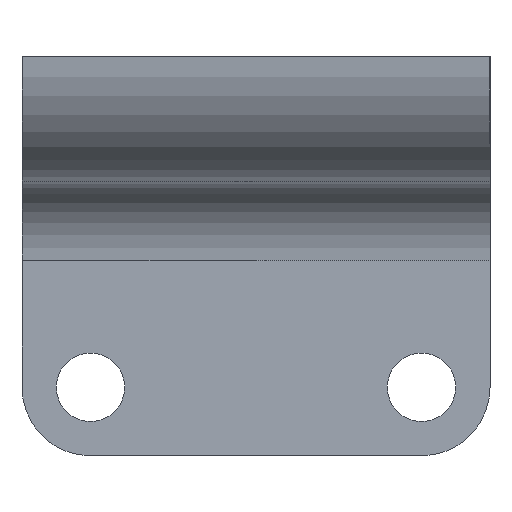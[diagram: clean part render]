
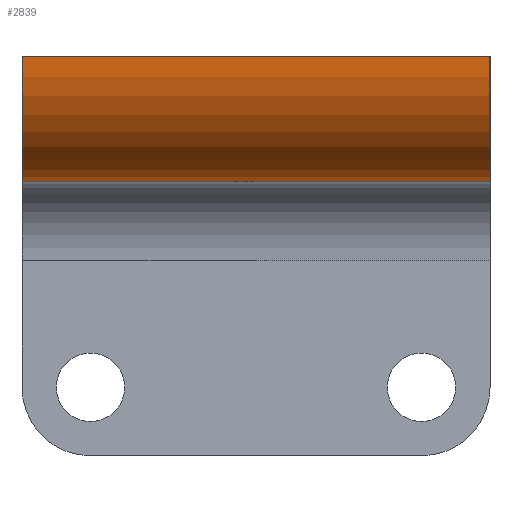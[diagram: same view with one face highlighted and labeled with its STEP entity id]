
A CAD part, left-side view. The second image highlights one B-rep face of the part: STEP entity #2839.
In plain terms, the highlighted face is a revolution surface.
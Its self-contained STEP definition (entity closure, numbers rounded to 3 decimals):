
#21 = EDGE_CURVE('',#22,#24,#26,.T.);
#22 = VERTEX_POINT('',#23);
#23 = CARTESIAN_POINT('',(-85.,-41.,52.));
#24 = VERTEX_POINT('',#25);
#25 = CARTESIAN_POINT('',(-85.,41.,52.));
#26 = SURFACE_CURVE('',#27,(#31,#43),.PCURVE_S1.);
#27 = LINE('',#28,#29);
#28 = CARTESIAN_POINT('',(-85.,-41.,52.));
#29 = VECTOR('',#30,1.);
#30 = DIRECTION('',(0.,1.,0.));
#31 = PCURVE('',#32,#37);
#32 = PLANE('',#33);
#33 = AXIS2_PLACEMENT_3D('',#34,#35,#36);
#34 = CARTESIAN_POINT('',(0.,0.,52.));
#35 = DIRECTION('',(0.,0.,1.));
#36 = DIRECTION('',(1.,0.,0.));
#37 = DEFINITIONAL_REPRESENTATION('',(#38),#42);
#38 = LINE('',#39,#40);
#39 = CARTESIAN_POINT('',(-85.,-41.));
#40 = VECTOR('',#41,1.);
#41 = DIRECTION('',(0.,1.));
#42 = ( GEOMETRIC_REPRESENTATION_CONTEXT(2) 
PARAMETRIC_REPRESENTATION_CONTEXT() REPRESENTATION_CONTEXT('2D SPACE',''
  ) );
#43 = PCURVE('',#44,#52);
#44 = SURFACE_OF_REVOLUTION('',#45,#49);
#45 = LINE('',#46,#47);
#46 = CARTESIAN_POINT('',(-65.444,-41.,30.136));
#47 = VECTOR('',#48,1.);
#48 = DIRECTION('',(0.,1.,0.));
#49 = AXIS1_PLACEMENT('',#50,#51);
#50 = CARTESIAN_POINT('',(-63.,0.,52.));
#51 = DIRECTION('',(0.,-1.,0.));
#52 = DEFINITIONAL_REPRESENTATION('',(#53),#56);
#53 = B_SPLINE_CURVE_WITH_KNOTS('',1,(#54,#55),.UNSPECIFIED.,.F.,.F.,(2,
    2),(0.,82.),.PIECEWISE_BEZIER_KNOTS.);
#54 = CARTESIAN_POINT('',(4.824,0.));
#55 = CARTESIAN_POINT('',(4.824,82.));
#56 = ( GEOMETRIC_REPRESENTATION_CONTEXT(2) 
PARAMETRIC_REPRESENTATION_CONTEXT() REPRESENTATION_CONTEXT('2D SPACE',''
  ) );
#74 = PLANE('',#75);
#75 = AXIS2_PLACEMENT_3D('',#76,#77,#78);
#76 = CARTESIAN_POINT('',(0.,-41.,0.));
#77 = DIRECTION('',(0.,-1.,0.));
#78 = DIRECTION('',(0.,0.,-1.));
#130 = PLANE('',#131);
#131 = AXIS2_PLACEMENT_3D('',#132,#133,#134);
#132 = CARTESIAN_POINT('',(0.,41.,0.));
#133 = DIRECTION('',(0.,1.,0.));
#134 = DIRECTION('',(0.,0.,1.));
#2669 = EDGE_CURVE('',#2670,#24,#2672,.T.);
#2670 = VERTEX_POINT('',#2671);
#2671 = CARTESIAN_POINT('',(-65.444,41.,30.136));
#2672 = SURFACE_CURVE('',#2673,(#2678,#2685),.PCURVE_S1.);
#2673 = CIRCLE('',#2674,22.);
#2674 = AXIS2_PLACEMENT_3D('',#2675,#2676,#2677);
#2675 = CARTESIAN_POINT('',(-63.,41.,52.));
#2676 = DIRECTION('',(0.,1.,0.));
#2677 = DIRECTION('',(-0.111,0.,-0.994));
#2678 = PCURVE('',#130,#2679);
#2679 = DEFINITIONAL_REPRESENTATION('',(#2680),#2684);
#2680 = CIRCLE('',#2681,22.);
#2681 = AXIS2_PLACEMENT_2D('',#2682,#2683);
#2682 = CARTESIAN_POINT('',(52.,-63.));
#2683 = DIRECTION('',(-0.994,-0.111));
#2684 = ( GEOMETRIC_REPRESENTATION_CONTEXT(2) 
PARAMETRIC_REPRESENTATION_CONTEXT() REPRESENTATION_CONTEXT('2D SPACE',''
  ) );
#2685 = PCURVE('',#44,#2686);
#2686 = DEFINITIONAL_REPRESENTATION('',(#2687),#2691);
#2687 = LINE('',#2688,#2689);
#2688 = CARTESIAN_POINT('',(6.283,82.));
#2689 = VECTOR('',#2690,1.);
#2690 = DIRECTION('',(-1.,0.));
#2691 = ( GEOMETRIC_REPRESENTATION_CONTEXT(2) 
PARAMETRIC_REPRESENTATION_CONTEXT() REPRESENTATION_CONTEXT('2D SPACE',''
  ) );
#2743 = SURFACE_OF_REVOLUTION('',#2744,#2748);
#2744 = LINE('',#2745,#2746);
#2745 = CARTESIAN_POINT('',(-53.,41.,16.223));
#2746 = VECTOR('',#2747,1.);
#2747 = DIRECTION('',(0.,-1.,0.));
#2748 = AXIS1_PLACEMENT('',#2749,#2750);
#2749 = CARTESIAN_POINT('',(-67.,0.,16.223));
#2750 = DIRECTION('',(0.,1.,0.));
#2795 = EDGE_CURVE('',#22,#2796,#2798,.T.);
#2796 = VERTEX_POINT('',#2797);
#2797 = CARTESIAN_POINT('',(-65.444,-41.,30.136));
#2798 = SURFACE_CURVE('',#2799,(#2804,#2811),.PCURVE_S1.);
#2799 = CIRCLE('',#2800,22.);
#2800 = AXIS2_PLACEMENT_3D('',#2801,#2802,#2803);
#2801 = CARTESIAN_POINT('',(-63.,-41.,52.));
#2802 = DIRECTION('',(0.,-1.,0.));
#2803 = DIRECTION('',(-1.,-0.,0.));
#2804 = PCURVE('',#74,#2805);
#2805 = DEFINITIONAL_REPRESENTATION('',(#2806),#2810);
#2806 = CIRCLE('',#2807,22.);
#2807 = AXIS2_PLACEMENT_2D('',#2808,#2809);
#2808 = CARTESIAN_POINT('',(-52.,-63.));
#2809 = DIRECTION('',(0.,-1.));
#2810 = ( GEOMETRIC_REPRESENTATION_CONTEXT(2) 
PARAMETRIC_REPRESENTATION_CONTEXT() REPRESENTATION_CONTEXT('2D SPACE',''
  ) );
#2811 = PCURVE('',#44,#2812);
#2812 = DEFINITIONAL_REPRESENTATION('',(#2813),#2817);
#2813 = LINE('',#2814,#2815);
#2814 = CARTESIAN_POINT('',(4.824,0.));
#2815 = VECTOR('',#2816,1.);
#2816 = DIRECTION('',(1.,0.));
#2817 = ( GEOMETRIC_REPRESENTATION_CONTEXT(2) 
PARAMETRIC_REPRESENTATION_CONTEXT() REPRESENTATION_CONTEXT('2D SPACE',''
  ) );
#2839 = ADVANCED_FACE('',(#2840),#44,.F.);
#2840 = FACE_BOUND('',#2841,.F.);
#2841 = EDGE_LOOP('',(#2842,#2862,#2863,#2864));
#2842 = ORIENTED_EDGE('',*,*,#2843,.T.);
#2843 = EDGE_CURVE('',#2796,#2670,#2844,.T.);
#2844 = SURFACE_CURVE('',#2845,(#2849,#2856),.PCURVE_S1.);
#2845 = LINE('',#2846,#2847);
#2846 = CARTESIAN_POINT('',(-65.444,-41.,30.136));
#2847 = VECTOR('',#2848,1.);
#2848 = DIRECTION('',(0.,1.,0.));
#2849 = PCURVE('',#44,#2850);
#2850 = DEFINITIONAL_REPRESENTATION('',(#2851),#2855);
#2851 = LINE('',#2852,#2853);
#2852 = CARTESIAN_POINT('',(6.283,0.));
#2853 = VECTOR('',#2854,1.);
#2854 = DIRECTION('',(0.,1.));
#2855 = ( GEOMETRIC_REPRESENTATION_CONTEXT(2) 
PARAMETRIC_REPRESENTATION_CONTEXT() REPRESENTATION_CONTEXT('2D SPACE',''
  ) );
#2856 = PCURVE('',#2743,#2857);
#2857 = DEFINITIONAL_REPRESENTATION('',(#2858),#2861);
#2858 = B_SPLINE_CURVE_WITH_KNOTS('',1,(#2859,#2860),.UNSPECIFIED.,.F.,
  .F.,(2,2),(0.,82.),.PIECEWISE_BEZIER_KNOTS.);
#2859 = CARTESIAN_POINT('',(4.824,82.));
#2860 = CARTESIAN_POINT('',(4.824,0.));
#2861 = ( GEOMETRIC_REPRESENTATION_CONTEXT(2) 
PARAMETRIC_REPRESENTATION_CONTEXT() REPRESENTATION_CONTEXT('2D SPACE',''
  ) );
#2862 = ORIENTED_EDGE('',*,*,#2669,.T.);
#2863 = ORIENTED_EDGE('',*,*,#21,.F.);
#2864 = ORIENTED_EDGE('',*,*,#2795,.T.);
